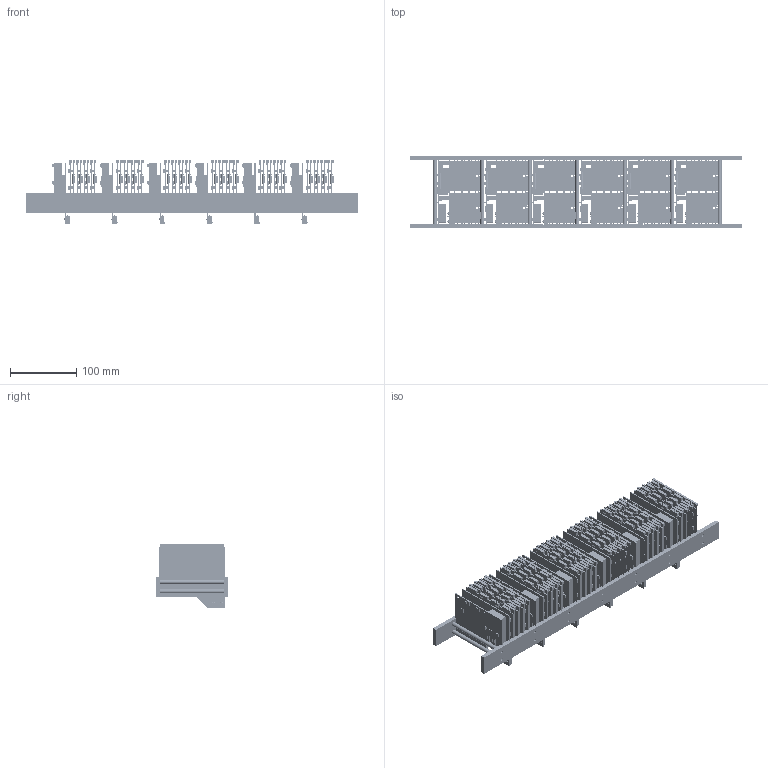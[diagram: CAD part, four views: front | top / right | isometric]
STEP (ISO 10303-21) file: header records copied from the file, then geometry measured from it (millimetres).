
FILE_DESCRIPTION (( 'STEP AP214' ), '1' );
FILE_NAME ('fDIRC-assembly.STEP', '2012-06-04T18:05:29', ( 'mza' ), ( 'IDLAB' ), 'SwSTEP 2.0', 'SolidWorks 2012', '' );
FILE_SCHEMA (( 'AUTOMOTIVE_DESIGN' ));
Length unit declared in the file: millimetre
Products named in the file (31): fDIRC-array; mount; mount-dowels; bottom_strip; top_strip; fDIRC; board-stack.common; SCROD; SCROD.components; SCROD.revA2; interconnect; mini-fit-jr.right-angle.4-position; board-interconnects.100-and-120-pin.6mm; interconnect.revB; carrier0; carrier1; carrier2; carrier12-capacitors; board-interconnects.100-and-120-pin.9mm; carrier.common_IRS3_DC revA; carrier3; carrier04-capacitors; carrier.common_IRS2_DC revB; connector.2mm.16-pin.female; IRS3_DC; 1206.inductor; IRS3_DC.heatsink; IRS3_DC.revA; IRS2_DC.revB; carrier.common; fDIRC-assembly
Assembly tree (56 placements, depth 8):
  fDIRC-assembly
    fDIRC-array
      fDIRC  x6
        board-stack.common
          carrier3
            carrier.common_IRS2_DC revB
              carrier.common
              IRS2_DC.revB  x4
              IRS3_DC
                IRS3_DC.revA
                IRS3_DC.heatsink
                1206.inductor  x2
              connector.2mm.16-pin.female  x4
            carrier04-capacitors
          carrier2
            carrier.common_IRS3_DC revA
              carrier.common
              IRS2_DC.revB
              IRS3_DC  x2
                IRS3_DC.revA
                IRS3_DC.heatsink
                1206.inductor
              connector.2mm.16-pin.female  x4
            board-interconnects.100-and-120-pin.9mm
            carrier12-capacitors
          carrier1
            carrier.common_IRS3_DC revA
              carrier.common
              IRS2_DC.revB
              IRS3_DC  x2
                IRS3_DC.revA
                IRS3_DC.heatsink
                1206.inductor
              connector.2mm.16-pin.female  x4
            board-interconnects.100-and-120-pin.9mm
            carrier12-capacitors
          carrier0
            carrier.common_IRS3_DC revA
              carrier.common
              IRS2_DC.revB
              IRS3_DC  x2
                IRS3_DC.revA
                IRS3_DC.heatsink
                1206.inductor
              connector.2mm.16-pin.female  x4
            board-interconnects.100-and-120-pin.9mm
            carrier04-capacitors
          interconnect
            interconnect.revB
            board-interconnects.100-and-120-pin.6mm
            mini-fit-jr.right-angle.4-position
          SCROD
            SCROD.revA2
            SCROD.components
      mount
        top_strip
        bottom_strip
        mount-dowels
Bounding box: 500 x 108.7 x 96.75 mm (x, y, z)
Volume: 1205924.8 mm3; surface area: 1274700.9 mm2
Topology: 1144 solids, 1144 shells, 29200 faces, 67932 edges, 45194 vertices
Faces by surface type: plane 27260, cylinder 1868, cone 72
Entity records: 50562 total; most frequent: CARTESIAN_POINT 7563, ORIENTED_EDGE 7136, DIRECTION 7084, EDGE_CURVE 3568, VECTOR 3108, LINE 3108, VERTEX_POINT 2371, AXIS2_PLACEMENT_3D 1988
